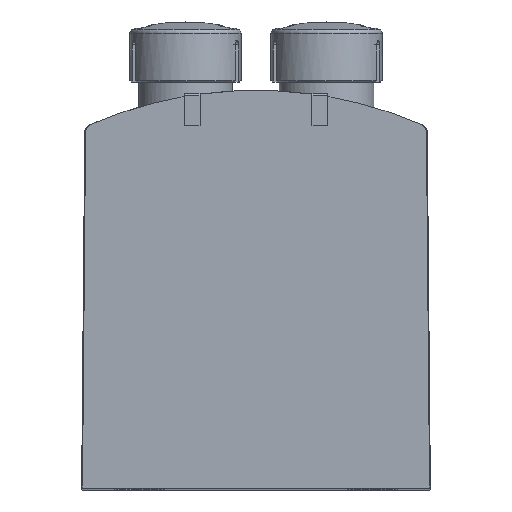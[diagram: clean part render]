
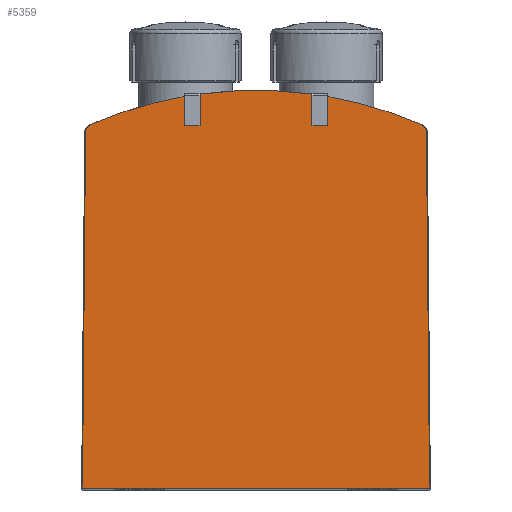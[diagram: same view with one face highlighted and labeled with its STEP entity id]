
A CAD part, top view. The second image highlights one B-rep face of the part: STEP entity #5359.
In plain terms, the highlighted planar face has unit normal (0, 0, 1).
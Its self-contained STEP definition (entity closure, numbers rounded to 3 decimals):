
#46=PLANE('',#5636);
#310=LINE('',#7410,#648);
#311=LINE('',#7412,#649);
#312=LINE('',#7414,#650);
#313=LINE('',#7415,#651);
#314=LINE('',#7417,#652);
#315=LINE('',#7419,#653);
#316=LINE('',#7422,#654);
#317=LINE('',#7424,#655);
#318=LINE('',#7426,#656);
#648=VECTOR('',#6154,1000.);
#649=VECTOR('',#6155,1000.);
#650=VECTOR('',#6156,1000.);
#651=VECTOR('',#6157,1000.);
#652=VECTOR('',#6158,1000.);
#653=VECTOR('',#6159,1000.);
#654=VECTOR('',#6162,1000.);
#655=VECTOR('',#6163,1000.);
#656=VECTOR('',#6164,1000.);
#1058=ORIENTED_EDGE('',*,*,#2200,.F.);
#1059=ORIENTED_EDGE('',*,*,#2201,.T.);
#1060=ORIENTED_EDGE('',*,*,#2202,.T.);
#1061=ORIENTED_EDGE('',*,*,#2121,.F.);
#1062=ORIENTED_EDGE('',*,*,#2203,.F.);
#1063=ORIENTED_EDGE('',*,*,#2204,.T.);
#1064=ORIENTED_EDGE('',*,*,#2205,.T.);
#1065=ORIENTED_EDGE('',*,*,#2117,.F.);
#1066=ORIENTED_EDGE('',*,*,#2206,.F.);
#1067=ORIENTED_EDGE('',*,*,#2207,.T.);
#1068=ORIENTED_EDGE('',*,*,#2208,.T.);
#1069=ORIENTED_EDGE('',*,*,#2209,.T.);
#1070=ORIENTED_EDGE('',*,*,#2210,.F.);
#1071=ORIENTED_EDGE('',*,*,#2113,.F.);
#2113=EDGE_CURVE('',#2689,#2690,#3073,.F.);
#2117=EDGE_CURVE('',#2693,#2694,#3075,.F.);
#2121=EDGE_CURVE('',#2697,#2698,#3077,.F.);
#2200=EDGE_CURVE('',#2764,#2689,#310,.T.);
#2201=EDGE_CURVE('',#2764,#2765,#311,.T.);
#2202=EDGE_CURVE('',#2765,#2698,#312,.T.);
#2203=EDGE_CURVE('',#2766,#2697,#313,.T.);
#2204=EDGE_CURVE('',#2766,#2767,#314,.T.);
#2205=EDGE_CURVE('',#2767,#2694,#315,.T.);
#2206=EDGE_CURVE('',#2768,#2693,#3098,.F.);
#2207=EDGE_CURVE('',#2768,#2769,#316,.T.);
#2208=EDGE_CURVE('',#2769,#2770,#317,.T.);
#2209=EDGE_CURVE('',#2770,#2771,#318,.T.);
#2210=EDGE_CURVE('',#2690,#2771,#3099,.F.);
#2689=VERTEX_POINT('',#7191);
#2690=VERTEX_POINT('',#7193);
#2693=VERTEX_POINT('',#7199);
#2694=VERTEX_POINT('',#7201);
#2697=VERTEX_POINT('',#7207);
#2698=VERTEX_POINT('',#7209);
#2764=VERTEX_POINT('',#7411);
#2765=VERTEX_POINT('',#7413);
#2766=VERTEX_POINT('',#7416);
#2767=VERTEX_POINT('',#7418);
#2768=VERTEX_POINT('',#7421);
#2769=VERTEX_POINT('',#7423);
#2770=VERTEX_POINT('',#7425);
#2771=VERTEX_POINT('',#7427);
#3073=CIRCLE('',#5585,50.1);
#3075=CIRCLE('',#5587,50.1);
#3077=CIRCLE('',#5589,50.1);
#3098=CIRCLE('',#5637,1.);
#3099=CIRCLE('',#5638,1.);
#3253=EDGE_LOOP('',(#1058,#1059,#1060,#1061,#1062,#1063,#1064,#1065,#1066,
#1067,#1068,#1069,#1070,#1071));
#3513=FACE_BOUND('',#3253,.T.);
#5359=ADVANCED_FACE('',(#3513),#46,.T.);
#5585=AXIS2_PLACEMENT_3D('',#7192,#6009,#6010);
#5587=AXIS2_PLACEMENT_3D('',#7200,#6015,#6016);
#5589=AXIS2_PLACEMENT_3D('',#7208,#6021,#6022);
#5636=AXIS2_PLACEMENT_3D('',#7409,#6152,#6153);
#5637=AXIS2_PLACEMENT_3D('',#7420,#6160,#6161);
#5638=AXIS2_PLACEMENT_3D('',#7428,#6165,#6166);
#6009=DIRECTION('',(0.,0.,1.));
#6010=DIRECTION('',(1.,0.,0.));
#6015=DIRECTION('',(0.,0.,1.));
#6016=DIRECTION('',(1.,0.,0.));
#6021=DIRECTION('',(0.,0.,1.));
#6022=DIRECTION('',(1.,0.,0.));
#6152=DIRECTION('',(0.,0.,1.));
#6153=DIRECTION('',(1.,0.,0.));
#6154=DIRECTION('',(0.,1.,0.));
#6155=DIRECTION('',(-1.,0.,0.));
#6156=DIRECTION('',(0.,1.,0.));
#6157=DIRECTION('',(0.,1.,0.));
#6158=DIRECTION('',(-1.,0.,0.));
#6159=DIRECTION('',(0.,1.,0.));
#6160=DIRECTION('',(0.,0.,1.));
#6161=DIRECTION('',(1.,0.,0.));
#6162=DIRECTION('',(-0.009,-1.,0.));
#6163=DIRECTION('',(1.,0.,0.));
#6164=DIRECTION('',(-0.009,1.,0.));
#6165=DIRECTION('',(0.,0.,1.));
#6166=DIRECTION('',(1.,0.,0.));
#7191=CARTESIAN_POINT('',(8.663,47.145,68.9));
#7192=CARTESIAN_POINT('',(0.,-2.2,68.9));
#7193=CARTESIAN_POINT('',(19.924,43.768,68.9));
#7199=CARTESIAN_POINT('',(-19.924,43.768,68.9));
#7200=CARTESIAN_POINT('',(0.,-2.2,68.9));
#7201=CARTESIAN_POINT('',(-8.663,47.145,68.9));
#7207=CARTESIAN_POINT('',(-6.737,47.445,68.9));
#7208=CARTESIAN_POINT('',(0.,-2.2,68.9));
#7209=CARTESIAN_POINT('',(6.737,47.445,68.9));
#7409=CARTESIAN_POINT('',(0.,0.,68.9));
#7410=CARTESIAN_POINT('',(8.663,0.,68.9));
#7411=CARTESIAN_POINT('',(8.663,43.7,68.9));
#7412=CARTESIAN_POINT('',(0.,43.7,68.9));
#7413=CARTESIAN_POINT('',(6.737,43.7,68.9));
#7414=CARTESIAN_POINT('',(6.737,0.,68.9));
#7415=CARTESIAN_POINT('',(-6.737,0.,68.9));
#7416=CARTESIAN_POINT('',(-6.737,43.7,68.9));
#7417=CARTESIAN_POINT('',(0.,43.7,68.9));
#7418=CARTESIAN_POINT('',(-8.663,43.7,68.9));
#7419=CARTESIAN_POINT('',(-8.663,0.,68.9));
#7420=CARTESIAN_POINT('',(-19.526,42.85,68.9));
#7421=CARTESIAN_POINT('',(-20.526,42.859,68.9));
#7422=CARTESIAN_POINT('',(-20.898,0.182,68.9));
#7423=CARTESIAN_POINT('',(-20.9,0.,68.9));
#7424=CARTESIAN_POINT('',(-21.,0.,68.9));
#7425=CARTESIAN_POINT('',(20.9,0.,68.9));
#7426=CARTESIAN_POINT('',(20.898,0.182,68.9));
#7427=CARTESIAN_POINT('',(20.526,42.859,68.9));
#7428=CARTESIAN_POINT('',(19.526,42.85,68.9));
